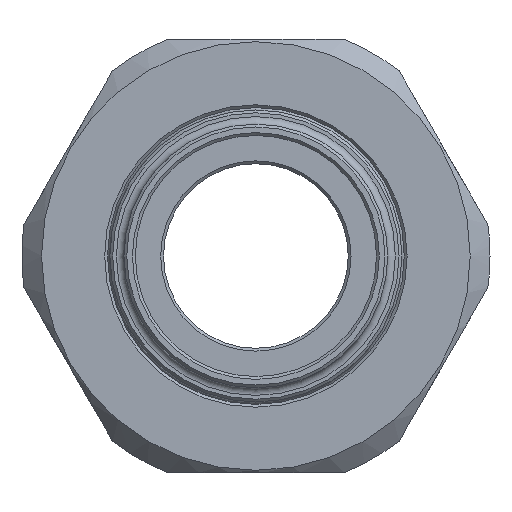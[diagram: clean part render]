
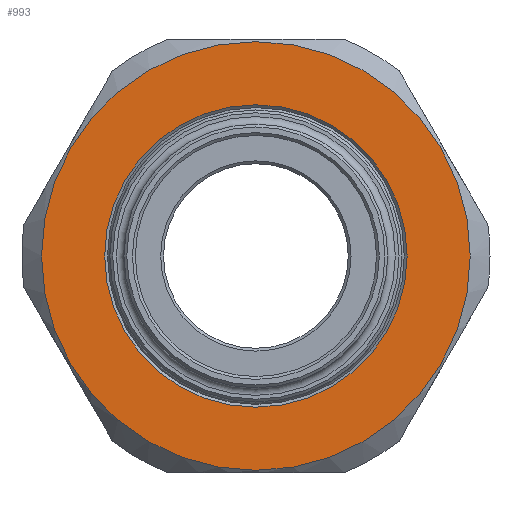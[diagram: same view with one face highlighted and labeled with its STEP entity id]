
A CAD part, left-side view. The second image highlights one B-rep face of the part: STEP entity #993.
In plain terms, the highlighted planar face has unit normal (-1, 0, 0).
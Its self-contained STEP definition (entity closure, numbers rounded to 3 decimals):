
#43=FACE_BOUND('',#194,.T.);
#97=PLANE('',#1152);
#131=FACE_OUTER_BOUND('',#193,.T.);
#193=EDGE_LOOP('',(#761));
#194=EDGE_LOOP('',(#762));
#351=CIRCLE('',#1132,22.75);
#361=CIRCLE('',#1151,16.05);
#443=VERTEX_POINT('',#1706);
#452=VERTEX_POINT('',#1741);
#554=EDGE_CURVE('',#443,#443,#351,.T.);
#568=EDGE_CURVE('',#452,#452,#361,.T.);
#761=ORIENTED_EDGE('',*,*,#554,.T.);
#762=ORIENTED_EDGE('',*,*,#568,.F.);
#993=ADVANCED_FACE('',(#131,#43),#97,.T.);
#1132=AXIS2_PLACEMENT_3D('',#1708,#1324,#1325);
#1151=AXIS2_PLACEMENT_3D('',#1742,#1365,#1366);
#1152=AXIS2_PLACEMENT_3D('',#1744,#1368,#1369);
#1324=DIRECTION('center_axis',(-1.,0.,0.));
#1325=DIRECTION('ref_axis',(0.,1.,0.));
#1365=DIRECTION('center_axis',(-1.,0.,0.));
#1366=DIRECTION('ref_axis',(0.,0.,-1.));
#1368=DIRECTION('center_axis',(-1.,0.,0.));
#1369=DIRECTION('ref_axis',(0.,0.,1.));
#1706=CARTESIAN_POINT('',(-19.,-22.75,0.));
#1708=CARTESIAN_POINT('Origin',(-19.,0.,0.));
#1741=CARTESIAN_POINT('',(-19.,0.,16.05));
#1742=CARTESIAN_POINT('Origin',(-19.,0.,0.));
#1744=CARTESIAN_POINT('Origin',(-19.,0.,0.));
